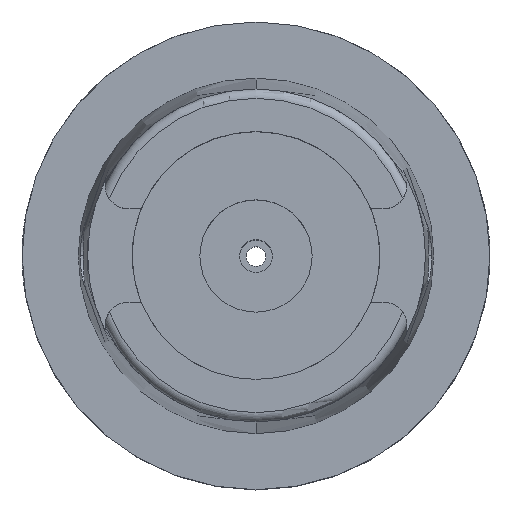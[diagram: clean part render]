
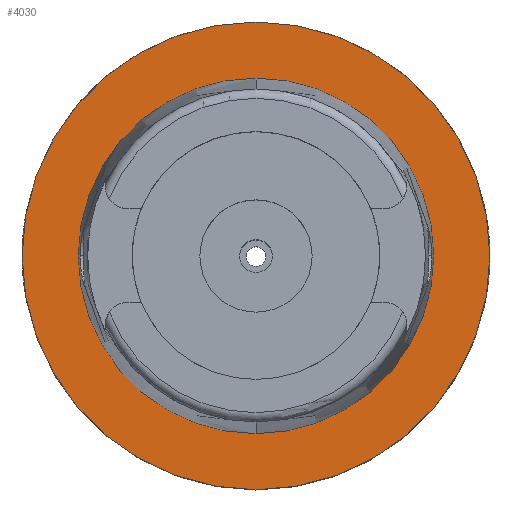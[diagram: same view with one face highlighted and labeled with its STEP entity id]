
A CAD part, top view. The second image highlights one B-rep face of the part: STEP entity #4030.
In plain terms, the highlighted planar face has unit normal (0, 0, 1).
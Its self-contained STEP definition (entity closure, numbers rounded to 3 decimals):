
#1987=CARTESIAN_POINT('',(0.,0.,0.));
#1988=DIRECTION('',(0.,0.,-1.));
#1989=DIRECTION('',(0.,-1.,0.));
#1990=AXIS2_PLACEMENT_3D('',#1987,#1988,#1989);
#1995=CARTESIAN_POINT('',(0.,0.,0.));
#1996=DIRECTION('',(0.,0.,-1.));
#1997=DIRECTION('',(0.,1.,0.));
#1998=AXIS2_PLACEMENT_3D('',#1995,#1996,#1997);
#2003=CARTESIAN_POINT('',(0.,0.,0.));
#2004=DIRECTION('',(0.,0.,1.));
#2005=DIRECTION('',(0.,-1.,0.));
#2006=AXIS2_PLACEMENT_3D('',#2003,#2004,#2005);
#2011=CARTESIAN_POINT('',(0.,0.,0.));
#2012=DIRECTION('',(0.,0.,1.));
#2013=DIRECTION('',(0.,1.,0.));
#2014=AXIS2_PLACEMENT_3D('',#2011,#2012,#2013);
#2311=CARTESIAN_POINT('',(0.,-38.,0.));
#2312=VERTEX_POINT('',#2311);
#2313=CARTESIAN_POINT('',(0.,38.,0.));
#2314=VERTEX_POINT('',#2313);
#2556=CARTESIAN_POINT('',(0.,50.,0.));
#2557=VERTEX_POINT('',#2556);
#2558=CARTESIAN_POINT('',(0.,-50.,0.));
#2559=VERTEX_POINT('',#2558);
#4017=CARTESIAN_POINT('',(0.,0.,0.));
#4018=DIRECTION('',(0.,0.,1.));
#4019=DIRECTION('',(0.,1.,0.));
#4020=AXIS2_PLACEMENT_3D('',#4017,#4018,#4019);
#4021=PLANE('',#4020);
#4022=ORIENTED_EDGE('',*,*,#3782,.T.);
#4023=ORIENTED_EDGE('',*,*,#3891,.T.);
#4024=EDGE_LOOP('',(#4022,#4023));
#4025=FACE_OUTER_BOUND('',#4024,.F.);
#4026=ORIENTED_EDGE('',*,*,#2794,.T.);
#4027=ORIENTED_EDGE('',*,*,#2765,.T.);
#4028=EDGE_LOOP('',(#4026,#4027));
#4029=FACE_BOUND('',#4028,.F.);
#1991=CIRCLE('',#1990,50.);
#1999=CIRCLE('',#1998,50.);
#2007=CIRCLE('',#2006,38.);
#2015=CIRCLE('',#2014,38.);
#2765=EDGE_CURVE('',#2314,#2312,#2015,.T.);
#2794=EDGE_CURVE('',#2312,#2314,#2007,.T.);
#3782=EDGE_CURVE('',#2559,#2557,#1991,.T.);
#3891=EDGE_CURVE('',#2557,#2559,#1999,.T.);
#4030=ADVANCED_FACE('',(#4025,#4029),#4021,.T.);
